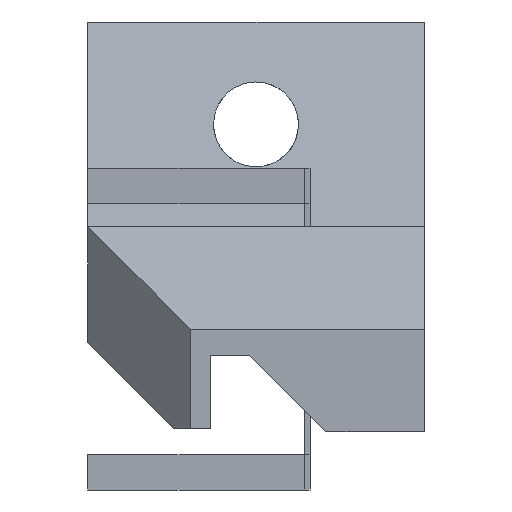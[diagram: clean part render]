
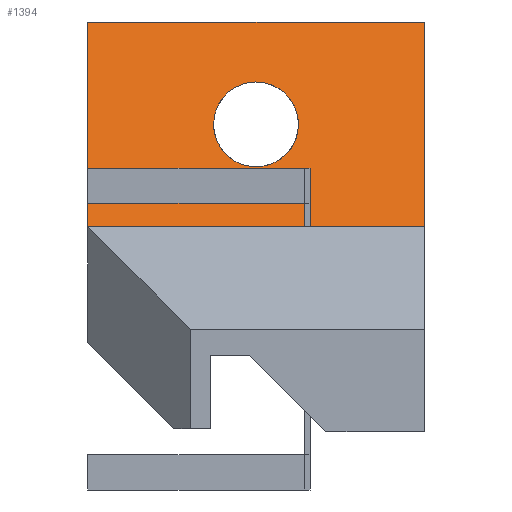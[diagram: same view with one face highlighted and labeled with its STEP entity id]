
A CAD part, left-side view. The second image highlights one B-rep face of the part: STEP entity #1394.
In plain terms, the highlighted planar face has unit normal (-0.94, 0, 0.342).
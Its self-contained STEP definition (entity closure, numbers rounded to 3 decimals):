
#54 = PLANE('',#55);
#55 = AXIS2_PLACEMENT_3D('',#56,#57,#58);
#56 = CARTESIAN_POINT('',(19.577,6.044,
    0.));
#57 = DIRECTION('',(0.,0.,1.));
#58 = DIRECTION('',(1.,0.,0.));
#369 = PLANE('',#370);
#370 = AXIS2_PLACEMENT_3D('',#371,#372,#373);
#371 = CARTESIAN_POINT('',(42.629,0.,
    -1.414));
#372 = DIRECTION('',(0.,-1.,0.));
#373 = DIRECTION('',(0.,0.,-1.));
#494 = VERTEX_POINT('',#495);
#495 = CARTESIAN_POINT('',(43.609,7.3,0.));
#516 = EDGE_CURVE('',#494,#517,#519,.T.);
#517 = VERTEX_POINT('',#518);
#518 = CARTESIAN_POINT('',(43.609,11.5,0.));
#519 = SURFACE_CURVE('',#520,(#524,#531),.PCURVE_S1.);
#520 = LINE('',#521,#522);
#521 = CARTESIAN_POINT('',(43.609,0.,
    0.));
#522 = VECTOR('',#523,1.);
#523 = DIRECTION('',(0.,1.,0.));
#524 = PCURVE('',#54,#525);
#525 = DEFINITIONAL_REPRESENTATION('',(#526),#530);
#526 = LINE('',#527,#528);
#527 = CARTESIAN_POINT('',(24.032,-6.044));
#528 = VECTOR('',#529,1.);
#529 = DIRECTION('',(0.,1.));
#530 = ( GEOMETRIC_REPRESENTATION_CONTEXT(2) 
PARAMETRIC_REPRESENTATION_CONTEXT() REPRESENTATION_CONTEXT('2D SPACE',''
  ) );
#531 = PCURVE('',#532,#537);
#532 = PLANE('',#533);
#533 = AXIS2_PLACEMENT_3D('',#534,#535,#536);
#534 = CARTESIAN_POINT('',(43.609,0.,
    0.));
#535 = DIRECTION('',(0.94,0.,-0.342)
  );
#536 = DIRECTION('',(0.342,0.,0.94));
#537 = DEFINITIONAL_REPRESENTATION('',(#538),#542);
#538 = LINE('',#539,#540);
#539 = CARTESIAN_POINT('',(0.,-0.));
#540 = VECTOR('',#541,1.);
#541 = DIRECTION('',(0.,-1.));
#542 = ( GEOMETRIC_REPRESENTATION_CONTEXT(2) 
PARAMETRIC_REPRESENTATION_CONTEXT() REPRESENTATION_CONTEXT('2D SPACE',''
  ) );
#560 = PLANE('',#561);
#561 = AXIS2_PLACEMENT_3D('',#562,#563,#564);
#562 = CARTESIAN_POINT('',(28.756,11.5,-0.706));
#563 = DIRECTION('',(0.,1.,0.));
#564 = DIRECTION('',(0.,0.,1.));
#1162 = EDGE_CURVE('',#1163,#517,#1165,.T.);
#1163 = VERTEX_POINT('',#1164);
#1164 = CARTESIAN_POINT('',(46.156,11.5,7.));
#1165 = SURFACE_CURVE('',#1166,(#1170,#1177),.PCURVE_S1.);
#1166 = LINE('',#1167,#1168);
#1167 = CARTESIAN_POINT('',(40.422,11.5,-8.756));
#1168 = VECTOR('',#1169,1.);
#1169 = DIRECTION('',(-0.342,0.,
    -0.94));
#1170 = PCURVE('',#560,#1171);
#1171 = DEFINITIONAL_REPRESENTATION('',(#1172),#1176);
#1172 = LINE('',#1173,#1174);
#1173 = CARTESIAN_POINT('',(-8.05,11.666));
#1174 = VECTOR('',#1175,1.);
#1175 = DIRECTION('',(-0.94,-0.342));
#1176 = ( GEOMETRIC_REPRESENTATION_CONTEXT(2) 
PARAMETRIC_REPRESENTATION_CONTEXT() REPRESENTATION_CONTEXT('2D SPACE',''
  ) );
#1177 = PCURVE('',#532,#1178);
#1178 = DEFINITIONAL_REPRESENTATION('',(#1179),#1183);
#1179 = LINE('',#1180,#1181);
#1180 = CARTESIAN_POINT('',(-9.317,-11.5));
#1181 = VECTOR('',#1182,1.);
#1182 = DIRECTION('',(-1.,0.));
#1183 = ( GEOMETRIC_REPRESENTATION_CONTEXT(2) 
PARAMETRIC_REPRESENTATION_CONTEXT() REPRESENTATION_CONTEXT('2D SPACE',''
  ) );
#1201 = PLANE('',#1202);
#1202 = AXIS2_PLACEMENT_3D('',#1203,#1204,#1205);
#1203 = CARTESIAN_POINT('',(46.156,0.,7.));
#1204 = DIRECTION('',(0.,0.,-1.));
#1205 = DIRECTION('',(1.,0.,0.));
#1394 = ADVANCED_FACE('',(#1395,#1471),#532,.F.);
#1395 = FACE_BOUND('',#1396,.F.);
#1396 = EDGE_LOOP('',(#1397,#1422,#1448,#1449,#1450));
#1397 = ORIENTED_EDGE('',*,*,#1398,.F.);
#1398 = EDGE_CURVE('',#1399,#1401,#1403,.T.);
#1399 = VERTEX_POINT('',#1400);
#1400 = CARTESIAN_POINT('',(43.609,0.,0.)
  );
#1401 = VERTEX_POINT('',#1402);
#1402 = CARTESIAN_POINT('',(46.156,0.,7.));
#1403 = SURFACE_CURVE('',#1404,(#1408,#1415),.PCURVE_S1.);
#1404 = LINE('',#1405,#1406);
#1405 = CARTESIAN_POINT('',(43.609,0.,
    0.));
#1406 = VECTOR('',#1407,1.);
#1407 = DIRECTION('',(0.342,0.,0.94)
  );
#1408 = PCURVE('',#532,#1409);
#1409 = DEFINITIONAL_REPRESENTATION('',(#1410),#1414);
#1410 = LINE('',#1411,#1412);
#1411 = CARTESIAN_POINT('',(0.,0.));
#1412 = VECTOR('',#1413,1.);
#1413 = DIRECTION('',(1.,0.));
#1414 = ( GEOMETRIC_REPRESENTATION_CONTEXT(2) 
PARAMETRIC_REPRESENTATION_CONTEXT() REPRESENTATION_CONTEXT('2D SPACE',''
  ) );
#1415 = PCURVE('',#369,#1416);
#1416 = DEFINITIONAL_REPRESENTATION('',(#1417),#1421);
#1417 = LINE('',#1418,#1419);
#1418 = CARTESIAN_POINT('',(-1.414,0.98));
#1419 = VECTOR('',#1420,1.);
#1420 = DIRECTION('',(-0.94,0.342));
#1421 = ( GEOMETRIC_REPRESENTATION_CONTEXT(2) 
PARAMETRIC_REPRESENTATION_CONTEXT() REPRESENTATION_CONTEXT('2D SPACE',''
  ) );
#1422 = ORIENTED_EDGE('',*,*,#1423,.F.);
#1423 = EDGE_CURVE('',#494,#1399,#1424,.T.);
#1424 = SURFACE_CURVE('',#1425,(#1429,#1436),.PCURVE_S1.);
#1425 = LINE('',#1426,#1427);
#1426 = CARTESIAN_POINT('',(43.609,5.75,0.));
#1427 = VECTOR('',#1428,1.);
#1428 = DIRECTION('',(0.,-1.,0.));
#1429 = PCURVE('',#532,#1430);
#1430 = DEFINITIONAL_REPRESENTATION('',(#1431),#1435);
#1431 = LINE('',#1432,#1433);
#1432 = CARTESIAN_POINT('',(0.,-5.75));
#1433 = VECTOR('',#1434,1.);
#1434 = DIRECTION('',(0.,1.));
#1435 = ( GEOMETRIC_REPRESENTATION_CONTEXT(2) 
PARAMETRIC_REPRESENTATION_CONTEXT() REPRESENTATION_CONTEXT('2D SPACE',''
  ) );
#1436 = PCURVE('',#1437,#1442);
#1437 = PLANE('',#1438);
#1438 = AXIS2_PLACEMENT_3D('',#1439,#1440,#1441);
#1439 = CARTESIAN_POINT('',(45.27,0.,
    -1.661));
#1440 = DIRECTION('',(0.707,0.,0.707)
  );
#1441 = DIRECTION('',(-0.707,0.,0.707)
  );
#1442 = DEFINITIONAL_REPRESENTATION('',(#1443),#1447);
#1443 = LINE('',#1444,#1445);
#1444 = CARTESIAN_POINT('',(2.35,-5.75));
#1445 = VECTOR('',#1446,1.);
#1446 = DIRECTION('',(0.,1.));
#1447 = ( GEOMETRIC_REPRESENTATION_CONTEXT(2) 
PARAMETRIC_REPRESENTATION_CONTEXT() REPRESENTATION_CONTEXT('2D SPACE',''
  ) );
#1448 = ORIENTED_EDGE('',*,*,#516,.T.);
#1449 = ORIENTED_EDGE('',*,*,#1162,.F.);
#1450 = ORIENTED_EDGE('',*,*,#1451,.F.);
#1451 = EDGE_CURVE('',#1401,#1163,#1452,.T.);
#1452 = SURFACE_CURVE('',#1453,(#1457,#1464),.PCURVE_S1.);
#1453 = LINE('',#1454,#1455);
#1454 = CARTESIAN_POINT('',(46.156,0.,7.));
#1455 = VECTOR('',#1456,1.);
#1456 = DIRECTION('',(0.,1.,0.));
#1457 = PCURVE('',#532,#1458);
#1458 = DEFINITIONAL_REPRESENTATION('',(#1459),#1463);
#1459 = LINE('',#1460,#1461);
#1460 = CARTESIAN_POINT('',(7.449,0.));
#1461 = VECTOR('',#1462,1.);
#1462 = DIRECTION('',(0.,-1.));
#1463 = ( GEOMETRIC_REPRESENTATION_CONTEXT(2) 
PARAMETRIC_REPRESENTATION_CONTEXT() REPRESENTATION_CONTEXT('2D SPACE',''
  ) );
#1464 = PCURVE('',#1201,#1465);
#1465 = DEFINITIONAL_REPRESENTATION('',(#1466),#1470);
#1466 = LINE('',#1467,#1468);
#1467 = CARTESIAN_POINT('',(0.,-0.));
#1468 = VECTOR('',#1469,1.);
#1469 = DIRECTION('',(0.,-1.));
#1470 = ( GEOMETRIC_REPRESENTATION_CONTEXT(2) 
PARAMETRIC_REPRESENTATION_CONTEXT() REPRESENTATION_CONTEXT('2D SPACE',''
  ) );
#1471 = FACE_BOUND('',#1472,.F.);
#1472 = EDGE_LOOP('',(#1473));
#1473 = ORIENTED_EDGE('',*,*,#1474,.F.);
#1474 = EDGE_CURVE('',#1475,#1475,#1477,.T.);
#1475 = VERTEX_POINT('',#1476);
#1476 = CARTESIAN_POINT('',(44.883,7.2,3.5));
#1477 = SURFACE_CURVE('',#1478,(#1483,#1490),.PCURVE_S1.);
#1478 = ELLIPSE('',#1479,1.543,1.45);
#1479 = AXIS2_PLACEMENT_3D('',#1480,#1481,#1482);
#1480 = CARTESIAN_POINT('',(44.883,5.75,3.5));
#1481 = DIRECTION('',(0.94,0.,-0.342
    ));
#1482 = DIRECTION('',(-0.342,0.,
    -0.94));
#1483 = PCURVE('',#532,#1484);
#1484 = DEFINITIONAL_REPRESENTATION('',(#1485),#1489);
#1485 = ELLIPSE('',#1486,1.543,1.45);
#1486 = AXIS2_PLACEMENT_2D('',#1487,#1488);
#1487 = CARTESIAN_POINT('',(3.725,-5.75));
#1488 = DIRECTION('',(-1.,0.));
#1489 = ( GEOMETRIC_REPRESENTATION_CONTEXT(2) 
PARAMETRIC_REPRESENTATION_CONTEXT() REPRESENTATION_CONTEXT('2D SPACE',''
  ) );
#1490 = PCURVE('',#1491,#1496);
#1491 = CYLINDRICAL_SURFACE('',#1492,1.45);
#1492 = AXIS2_PLACEMENT_3D('',#1493,#1494,#1495);
#1493 = CARTESIAN_POINT('',(0.,5.75,3.5));
#1494 = DIRECTION('',(-1.,0.,0.));
#1495 = DIRECTION('',(0.,1.,0.));
#1496 = DEFINITIONAL_REPRESENTATION('',(#1497),#1514);
#1497 = B_SPLINE_CURVE_WITH_KNOTS('',8,(#1498,#1499,#1500,#1501,#1502,
    #1503,#1504,#1505,#1506,#1507,#1508,#1509,#1510,#1511,#1512,#1513),
  .UNSPECIFIED.,.F.,.F.,(9,7,9),(1.571,4.712,
    7.854),.UNSPECIFIED.);
#1498 = CARTESIAN_POINT('',(0.,-44.883));
#1499 = CARTESIAN_POINT('',(-0.393,-45.09));
#1500 = CARTESIAN_POINT('',(-0.785,-45.297));
#1501 = CARTESIAN_POINT('',(-1.178,-45.456));
#1502 = CARTESIAN_POINT('',(-1.571,-45.517));
#1503 = CARTESIAN_POINT('',(-1.963,-45.456));
#1504 = CARTESIAN_POINT('',(-2.356,-45.297));
#1505 = CARTESIAN_POINT('',(-2.749,-45.09));
#1506 = CARTESIAN_POINT('',(-3.534,-44.675));
#1507 = CARTESIAN_POINT('',(-3.927,-44.468));
#1508 = CARTESIAN_POINT('',(-4.32,-44.309));
#1509 = CARTESIAN_POINT('',(-4.712,-44.248));
#1510 = CARTESIAN_POINT('',(-5.105,-44.309));
#1511 = CARTESIAN_POINT('',(-5.498,-44.468));
#1512 = CARTESIAN_POINT('',(-5.89,-44.675));
#1513 = CARTESIAN_POINT('',(-6.283,-44.883));
#1514 = ( GEOMETRIC_REPRESENTATION_CONTEXT(2) 
PARAMETRIC_REPRESENTATION_CONTEXT() REPRESENTATION_CONTEXT('2D SPACE',''
  ) );
